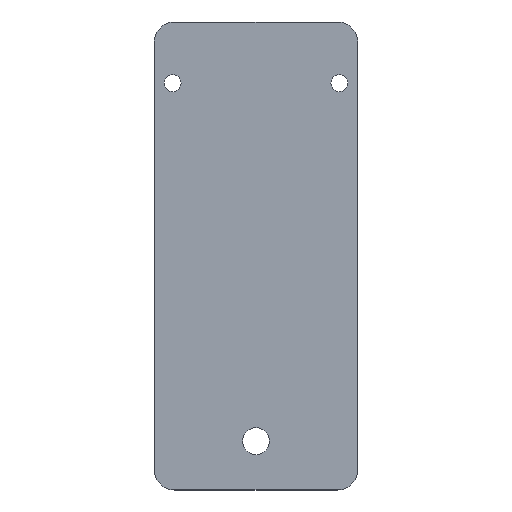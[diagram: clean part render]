
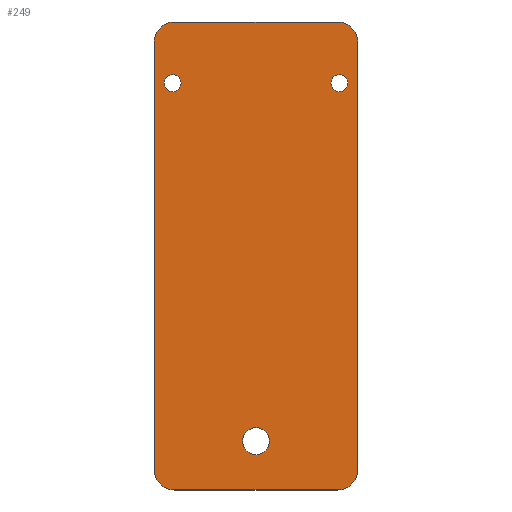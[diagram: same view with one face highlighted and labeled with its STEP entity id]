
A CAD part, top view. The second image highlights one B-rep face of the part: STEP entity #249.
In plain terms, the highlighted planar face has unit normal (0, 0, 1).
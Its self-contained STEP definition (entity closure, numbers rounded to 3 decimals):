
#28=CIRCLE('',#277,3.3);
#29=CIRCLE('',#278,2.1);
#30=CIRCLE('',#279,2.1);
#31=CIRCLE('',#280,5.);
#32=CIRCLE('',#281,5.);
#33=CIRCLE('',#282,5.);
#34=CIRCLE('',#283,5.);
#59=ORIENTED_EDGE('',*,*,#121,.F.);
#60=ORIENTED_EDGE('',*,*,#122,.F.);
#61=ORIENTED_EDGE('',*,*,#123,.F.);
#62=ORIENTED_EDGE('',*,*,#119,.T.);
#63=ORIENTED_EDGE('',*,*,#124,.T.);
#64=ORIENTED_EDGE('',*,*,#105,.T.);
#65=ORIENTED_EDGE('',*,*,#125,.T.);
#66=ORIENTED_EDGE('',*,*,#111,.T.);
#67=ORIENTED_EDGE('',*,*,#126,.T.);
#68=ORIENTED_EDGE('',*,*,#113,.T.);
#69=ORIENTED_EDGE('',*,*,#127,.T.);
#105=EDGE_CURVE('',#136,#137,#159,.T.);
#111=EDGE_CURVE('',#143,#142,#165,.T.);
#113=EDGE_CURVE('',#144,#145,#167,.T.);
#119=EDGE_CURVE('',#151,#150,#173,.T.);
#121=EDGE_CURVE('',#152,#152,#28,.T.);
#122=EDGE_CURVE('',#153,#153,#29,.T.);
#123=EDGE_CURVE('',#154,#154,#30,.T.);
#124=EDGE_CURVE('',#150,#136,#31,.T.);
#125=EDGE_CURVE('',#137,#143,#32,.T.);
#126=EDGE_CURVE('',#142,#144,#33,.T.);
#127=EDGE_CURVE('',#145,#151,#34,.T.);
#136=VERTEX_POINT('',#380);
#137=VERTEX_POINT('',#381);
#142=VERTEX_POINT('',#392);
#143=VERTEX_POINT('',#394);
#144=VERTEX_POINT('',#398);
#145=VERTEX_POINT('',#399);
#150=VERTEX_POINT('',#410);
#151=VERTEX_POINT('',#412);
#152=VERTEX_POINT('',#416);
#153=VERTEX_POINT('',#418);
#154=VERTEX_POINT('',#420);
#159=LINE('',#379,#175);
#165=LINE('',#393,#181);
#167=LINE('',#397,#183);
#173=LINE('',#411,#189);
#175=VECTOR('',#305,1000.);
#181=VECTOR('',#313,1000.);
#183=VECTOR('',#317,1000.);
#189=VECTOR('',#325,1000.);
#195=EDGE_LOOP('',(#59));
#196=EDGE_LOOP('',(#60));
#197=EDGE_LOOP('',(#61));
#198=EDGE_LOOP('',(#62,#63,#64,#65,#66,#67,#68,#69));
#219=FACE_BOUND('',#195,.T.);
#220=FACE_BOUND('',#196,.T.);
#221=FACE_BOUND('',#197,.T.);
#222=FACE_BOUND('',#198,.T.);
#243=PLANE('',#276);
#249=ADVANCED_FACE('',(#219,#220,#221,#222),#243,.T.);
#276=AXIS2_PLACEMENT_3D('',#414,#327,#328);
#277=AXIS2_PLACEMENT_3D('',#415,#329,#330);
#278=AXIS2_PLACEMENT_3D('',#417,#331,#332);
#279=AXIS2_PLACEMENT_3D('',#419,#333,#334);
#280=AXIS2_PLACEMENT_3D('',#421,#335,#336);
#281=AXIS2_PLACEMENT_3D('',#422,#337,#338);
#282=AXIS2_PLACEMENT_3D('',#423,#339,#340);
#283=AXIS2_PLACEMENT_3D('',#424,#341,#342);
#305=DIRECTION('',(0.,-1.,0.));
#313=DIRECTION('',(1.,0.,0.));
#317=DIRECTION('',(0.,1.,0.));
#325=DIRECTION('',(-1.,0.,0.));
#327=DIRECTION('',(0.,0.,1.));
#328=DIRECTION('',(1.,0.,0.));
#329=DIRECTION('',(0.,0.,1.));
#330=DIRECTION('',(1.,0.,0.));
#331=DIRECTION('',(0.,0.,1.));
#332=DIRECTION('',(1.,0.,0.));
#333=DIRECTION('',(0.,0.,1.));
#334=DIRECTION('',(1.,0.,0.));
#335=DIRECTION('',(0.,0.,1.));
#336=DIRECTION('',(1.,0.,0.));
#337=DIRECTION('',(0.,0.,1.));
#338=DIRECTION('',(1.,0.,0.));
#339=DIRECTION('',(0.,0.,1.));
#340=DIRECTION('',(1.,0.,0.));
#341=DIRECTION('',(0.,0.,1.));
#342=DIRECTION('',(1.,0.,0.));
#379=CARTESIAN_POINT('',(-25.,57.5,3.));
#380=CARTESIAN_POINT('',(-25.,52.5,3.));
#381=CARTESIAN_POINT('',(-25.,-52.5,3.));
#392=CARTESIAN_POINT('',(20.,-57.5,3.));
#393=CARTESIAN_POINT('',(-25.,-57.5,3.));
#394=CARTESIAN_POINT('',(-20.,-57.5,3.));
#397=CARTESIAN_POINT('',(25.,-57.5,3.));
#398=CARTESIAN_POINT('',(25.,-52.5,3.));
#399=CARTESIAN_POINT('',(25.,52.5,3.));
#410=CARTESIAN_POINT('',(-20.,57.5,3.));
#411=CARTESIAN_POINT('',(25.,57.5,3.));
#412=CARTESIAN_POINT('',(20.,57.5,3.));
#414=CARTESIAN_POINT('',(0.,0.,3.));
#415=CARTESIAN_POINT('',(0.,-45.5,3.));
#416=CARTESIAN_POINT('',(3.3,-45.5,3.));
#417=CARTESIAN_POINT('',(20.5,42.5,3.));
#418=CARTESIAN_POINT('',(22.6,42.5,3.));
#419=CARTESIAN_POINT('',(-20.5,42.5,3.));
#420=CARTESIAN_POINT('',(-18.4,42.5,3.));
#421=CARTESIAN_POINT('',(-20.,52.5,3.));
#422=CARTESIAN_POINT('',(-20.,-52.5,3.));
#423=CARTESIAN_POINT('',(20.,-52.5,3.));
#424=CARTESIAN_POINT('',(20.,52.5,3.));
